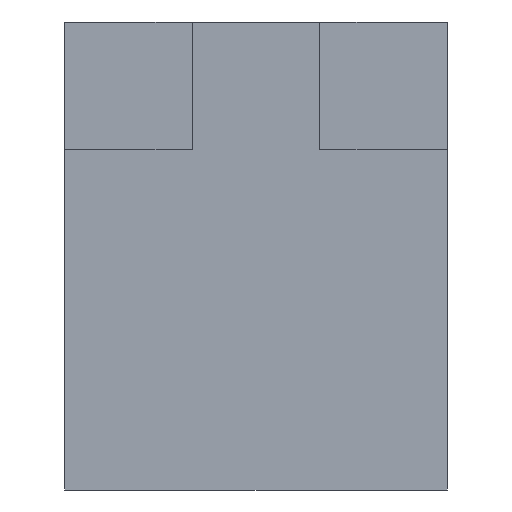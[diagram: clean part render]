
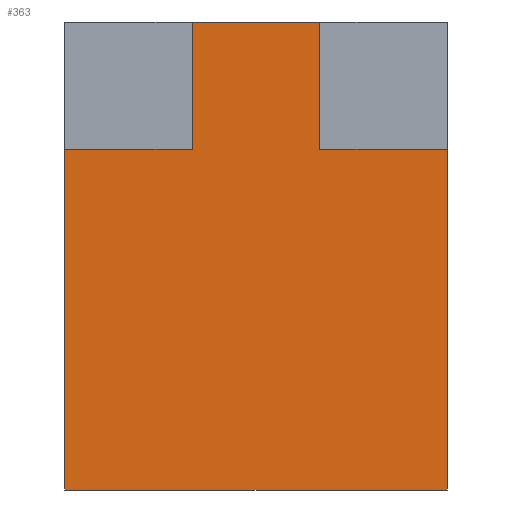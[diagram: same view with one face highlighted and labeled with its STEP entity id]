
A CAD part, front view. The second image highlights one B-rep face of the part: STEP entity #363.
In plain terms, the highlighted planar face has unit normal (0, -1, 0).
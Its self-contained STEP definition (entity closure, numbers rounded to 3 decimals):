
#31=PLANE('',#405);
#46=FACE_OUTER_BOUND('',#68,.T.);
#68=EDGE_LOOP('',(#301,#302,#303,#304,#305,#306,#307,#308));
#87=LINE('',#560,#127);
#92=LINE('',#572,#132);
#98=LINE('',#584,#138);
#99=LINE('',#589,#139);
#108=LINE('',#607,#148);
#110=LINE('',#612,#150);
#111=LINE('',#615,#151);
#112=LINE('',#616,#152);
#127=VECTOR('',#429,10.);
#132=VECTOR('',#440,10.);
#138=VECTOR('',#448,10.);
#139=VECTOR('',#453,10.);
#148=VECTOR('',#466,10.);
#150=VECTOR('',#472,10.);
#151=VECTOR('',#475,10.);
#152=VECTOR('',#476,10.);
#174=VERTEX_POINT('',#554);
#176=VERTEX_POINT('',#558);
#180=VERTEX_POINT('',#570);
#185=VERTEX_POINT('',#582);
#187=VERTEX_POINT('',#588);
#193=VERTEX_POINT('',#604);
#194=VERTEX_POINT('',#606);
#196=VERTEX_POINT('',#614);
#210=EDGE_CURVE('',#174,#176,#87,.T.);
#216=EDGE_CURVE('',#176,#180,#92,.T.);
#222=EDGE_CURVE('',#185,#180,#98,.T.);
#224=EDGE_CURVE('',#187,#174,#99,.T.);
#233=EDGE_CURVE('',#194,#193,#108,.T.);
#236=EDGE_CURVE('',#185,#194,#110,.T.);
#237=EDGE_CURVE('',#196,#193,#111,.T.);
#238=EDGE_CURVE('',#187,#196,#112,.T.);
#301=ORIENTED_EDGE('',*,*,#216,.T.);
#302=ORIENTED_EDGE('',*,*,#222,.F.);
#303=ORIENTED_EDGE('',*,*,#236,.T.);
#304=ORIENTED_EDGE('',*,*,#233,.T.);
#305=ORIENTED_EDGE('',*,*,#237,.F.);
#306=ORIENTED_EDGE('',*,*,#238,.F.);
#307=ORIENTED_EDGE('',*,*,#224,.T.);
#308=ORIENTED_EDGE('',*,*,#210,.T.);
#363=ADVANCED_FACE('',(#46),#31,.T.);
#405=AXIS2_PLACEMENT_3D('',#613,#473,#474);
#429=DIRECTION('',(-1.,0.,0.));
#440=DIRECTION('',(0.,0.,1.));
#448=DIRECTION('',(1.,0.,0.));
#453=DIRECTION('',(0.,0.,1.));
#466=DIRECTION('',(-1.,0.,0.));
#472=DIRECTION('',(0.,0.,-1.));
#473=DIRECTION('center_axis',(0.,-1.,0.));
#474=DIRECTION('ref_axis',(1.,0.,0.));
#475=DIRECTION('',(0.,0.,1.));
#476=DIRECTION('',(-1.,0.,0.));
#554=CARTESIAN_POINT('',(0.,0.,16.021));
#558=CARTESIAN_POINT('',(-6.,0.,16.021));
#560=CARTESIAN_POINT('',(-9.,0.,16.021));
#570=CARTESIAN_POINT('',(-6.,0.,22.));
#572=CARTESIAN_POINT('',(-6.,0.,9.505));
#582=CARTESIAN_POINT('',(-12.,0.,22.));
#584=CARTESIAN_POINT('',(0.,0.,22.));
#588=CARTESIAN_POINT('',(0.,0.,0.));
#589=CARTESIAN_POINT('',(0.,0.,0.));
#604=CARTESIAN_POINT('',(-18.,0.,16.021));
#606=CARTESIAN_POINT('',(-12.,0.,16.021));
#607=CARTESIAN_POINT('',(-18.,0.,16.021));
#612=CARTESIAN_POINT('',(-12.,0.,9.511));
#613=CARTESIAN_POINT('Origin',(-18.,0.,0.));
#614=CARTESIAN_POINT('',(-18.,0.,0.));
#615=CARTESIAN_POINT('',(-18.,0.,0.));
#616=CARTESIAN_POINT('',(0.,0.,0.));
